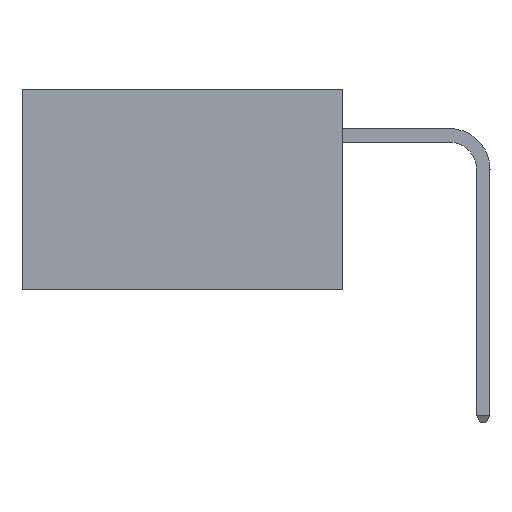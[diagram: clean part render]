
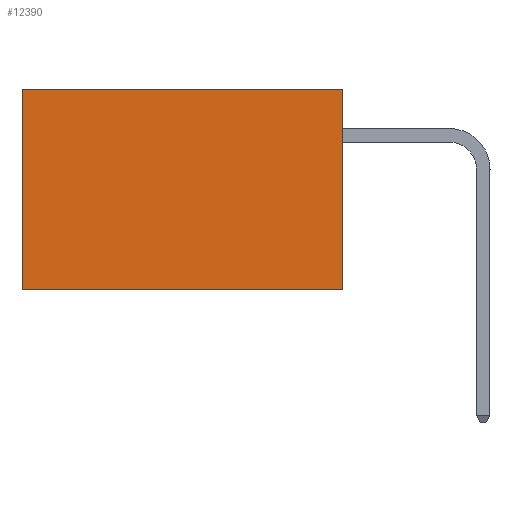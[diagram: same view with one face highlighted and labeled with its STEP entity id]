
A CAD part, left-side view. The second image highlights one B-rep face of the part: STEP entity #12390.
In plain terms, the highlighted planar face has unit normal (-1, 0, 0).
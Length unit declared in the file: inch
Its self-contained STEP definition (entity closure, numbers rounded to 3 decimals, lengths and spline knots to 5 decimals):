
#335 = VERTEX_POINT ( 'NONE', #4997 ) ;
#680 = CARTESIAN_POINT ( 'NONE',  ( 0.277, 0.59, -0.37 ) ) ;
#1904 = VERTEX_POINT ( 'NONE', #26648 ) ;
#2707 = LINE ( 'NONE', #28217, #20437 ) ;
#2951 = DIRECTION ( 'NONE',  ( 1., 0., 0. ) ) ;
#4615 = LINE ( 'NONE', #6259, #21588 ) ;
#4726 = DIRECTION ( 'NONE',  ( 0., 1., 0. ) ) ;
#4739 = VECTOR ( 'NONE', #8196, 39.37008 ) ;
#4835 = CARTESIAN_POINT ( 'NONE',  ( 0.277, 0., -0.37 ) ) ;
#4997 = CARTESIAN_POINT ( 'NONE',  ( 0.277, 0., -0.37 ) ) ;
#5246 = EDGE_CURVE ( 'NONE', #1904, #13102, #2707, .T. ) ;
#5528 = VECTOR ( 'NONE', #4726, 39.37008 ) ;
#5846 = CARTESIAN_POINT ( 'NONE',  ( 0.277, 0., -0.37 ) ) ;
#6156 = ORIENTED_EDGE ( 'NONE', *, *, #29371, .T. ) ;
#6259 = CARTESIAN_POINT ( 'NONE',  ( 0.277, 0., 0. ) ) ;
#6859 = EDGE_CURVE ( 'NONE', #335, #13102, #17805, .T. ) ;
#8000 = FACE_OUTER_BOUND ( 'NONE', #27856, .T. ) ;
#8196 = DIRECTION ( 'NONE',  ( 0., 0., -1. ) ) ;
#10917 = ORIENTED_EDGE ( 'NONE', *, *, #11848, .F. ) ;
#11848 = EDGE_CURVE ( 'NONE', #13448, #335, #23823, .T. ) ;
#12390 = ADVANCED_FACE ( 'NONE', ( #8000 ), #16863, .F. ) ;
#13102 = VERTEX_POINT ( 'NONE', #680 ) ;
#13448 = VERTEX_POINT ( 'NONE', #20756 ) ;
#13812 = ORIENTED_EDGE ( 'NONE', *, *, #6859, .F. ) ;
#16863 = PLANE ( 'NONE',  #26577 ) ;
#17805 = LINE ( 'NONE', #4835, #5528 ) ;
#19162 = DIRECTION ( 'NONE',  ( 0., 0., -1. ) ) ;
#20437 = VECTOR ( 'NONE', #27796, 39.37008 ) ;
#20756 = CARTESIAN_POINT ( 'NONE',  ( 0.277, 0., 0. ) ) ;
#21335 = CARTESIAN_POINT ( 'NONE',  ( 0.277, 0., -0.37 ) ) ;
#21588 = VECTOR ( 'NONE', #24537, 39.37008 ) ;
#23823 = LINE ( 'NONE', #5846, #4739 ) ;
#24537 = DIRECTION ( 'NONE',  ( 0., 1., 0. ) ) ;
#26577 = AXIS2_PLACEMENT_3D ( 'NONE', #21335, #2951, #19162 ) ;
#26648 = CARTESIAN_POINT ( 'NONE',  ( 0.277, 0.59, 0. ) ) ;
#27796 = DIRECTION ( 'NONE',  ( 0., 0., -1. ) ) ;
#27856 = EDGE_LOOP ( 'NONE', ( #28278, #13812, #10917, #6156 ) ) ;
#28217 = CARTESIAN_POINT ( 'NONE',  ( 0.277, 0.59, -0.37 ) ) ;
#28278 = ORIENTED_EDGE ( 'NONE', *, *, #5246, .T. ) ;
#29371 = EDGE_CURVE ( 'NONE', #13448, #1904, #4615, .T. ) ;
